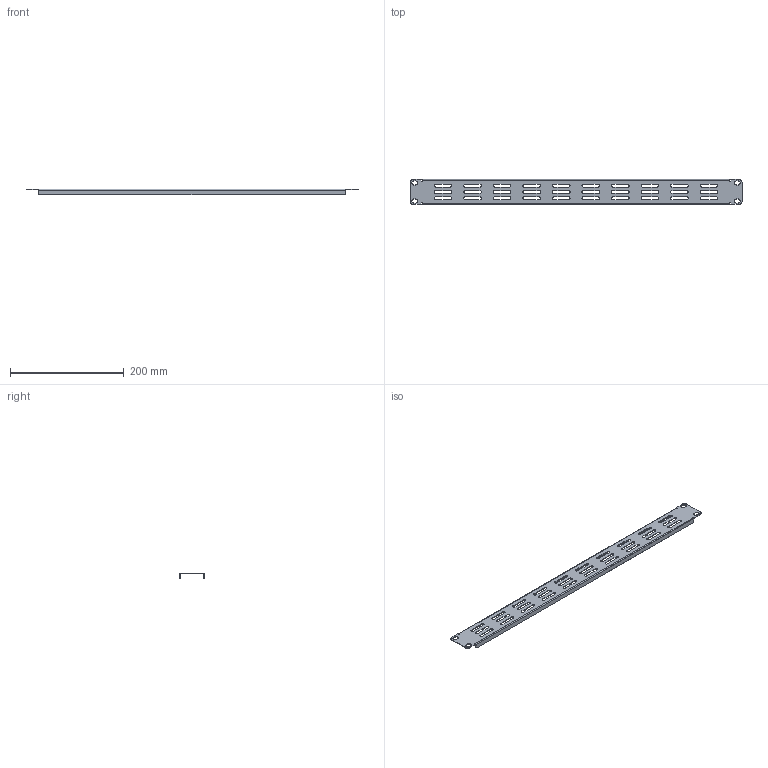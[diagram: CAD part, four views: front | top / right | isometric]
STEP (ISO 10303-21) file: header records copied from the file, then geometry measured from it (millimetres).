
FILE_DESCRIPTION (( 'STEP AP214' ), '1' );
FILE_NAME ('LC23INSP1US_3D.step', '2024-04-04T23:19:15', ( '' ), ( '' ), 'SwSTEP 2.0', 'SolidWorks 2022', '' );
FILE_SCHEMA (( 'AUTOMOTIVE_DESIGN' ));
Length unit declared in the file: millimetre
Products named in the file (1): LC23INSP1US_3D
Bounding box: 584.2 x 44 x 9.7 mm (x, y, z)
Volume: 30140.9 mm3; surface area: 63717.8 mm2
Topology: 1 solids, 1 shells, 216 faces, 626 edges, 412 vertices
Faces by surface type: cylinder 114, plane 102
Entity records: 7340 total; most frequent: DIRECTION 1288, CARTESIAN_POINT 1255, ORIENTED_EDGE 1252, EDGE_CURVE 626, AXIS2_PLACEMENT_3D 445, VERTEX_POINT 412, LINE 398, VECTOR 398
